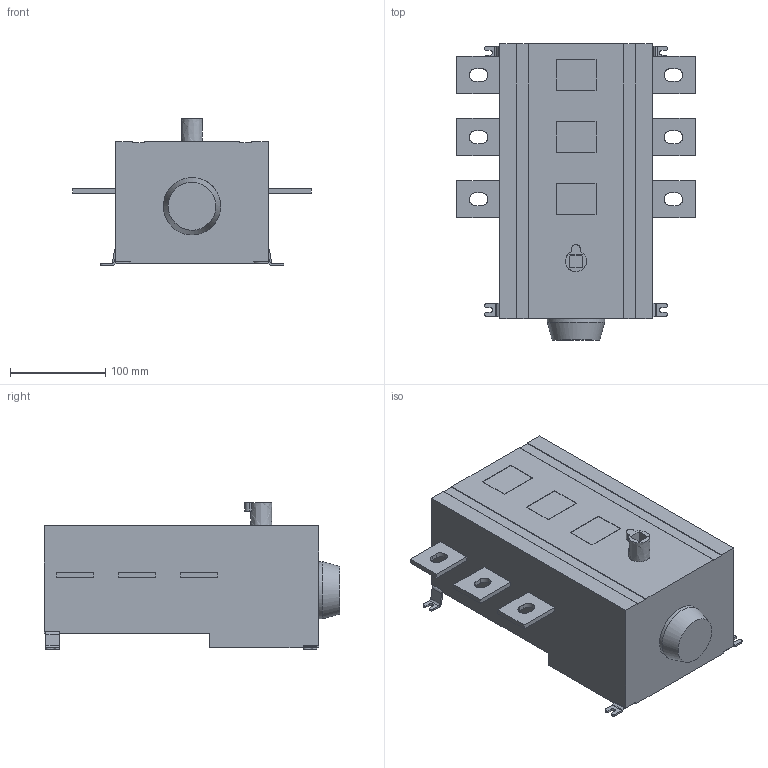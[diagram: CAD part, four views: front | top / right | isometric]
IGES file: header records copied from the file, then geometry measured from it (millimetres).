
Global section: file name: OT800ES30.igs; preprocessor: I-DEAS 3D IGES Translator 11; date: 20080611.152743; units: millimetre
Bounding box: 250 x 310 x 153.9 mm (x, y, z)
Volume: 5552893.6 mm3; surface area: 234567.8 mm2
Topology: 1 solids, 1 shells, 263 faces, 718 edges, 477 vertices
Faces by surface type: bspline 263
